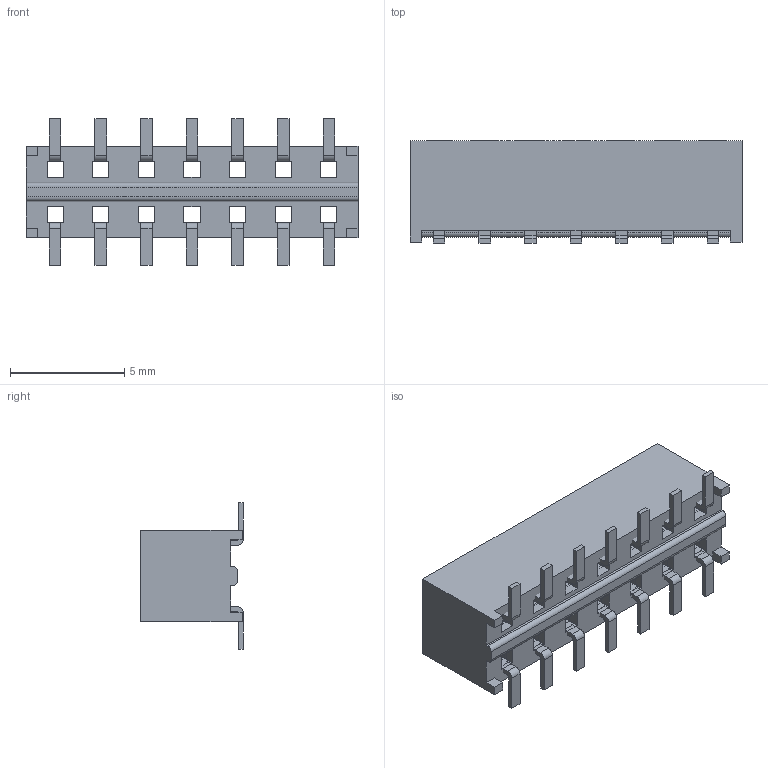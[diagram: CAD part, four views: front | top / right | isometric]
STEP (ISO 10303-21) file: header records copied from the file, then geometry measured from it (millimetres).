
FILE_DESCRIPTION(/* description */ ('STEP AP214'),/* implementation_level */ '2;1');
FILE_NAME(/* name */ 'MMS-107-02-F-DV',/* time_stamp */ '2023-01-06T11:32:09+01:00',/* author */ ('License CC BY-ND 4.0'),/* organization */ ('CADENAS'),/* preprocessor_version */ 'ST-DEVELOPER v18.102',/* originating_system */ 'PARTsolutions',/* authorisation */ ' ');
FILE_SCHEMA (('AUTOMOTIVE_DESIGN {1 0 10303 214 3 1 1}'));
Length unit declared in the file: inch
Products named in the file (3): MMS-107-02-F-DV; C-63-02-07-DV; MMS-107-02-DV_socket
Assembly tree (2 placements, depth 2):
  MMS-107-02-F-DV
    C-63-02-07-DV
    MMS-107-02-DV_socket
Bounding box: 14.55 x 4.5 x 6.44 mm (x, y, z)
Volume: 211 mm3; surface area: 549.3 mm2
Topology: 2 solids, 2 shells, 360 faces, 1054 edges, 684 vertices
Faces by surface type: plane 330, cylinder 30
Entity records: 11860 total; most frequent: ORIENTED_EDGE 2108, CARTESIAN_POINT 2101, DIRECTION 1840, EDGE_CURVE 1054, LINE 994, VECTOR 994, VERTEX_POINT 684, AXIS2_PLACEMENT_3D 423
